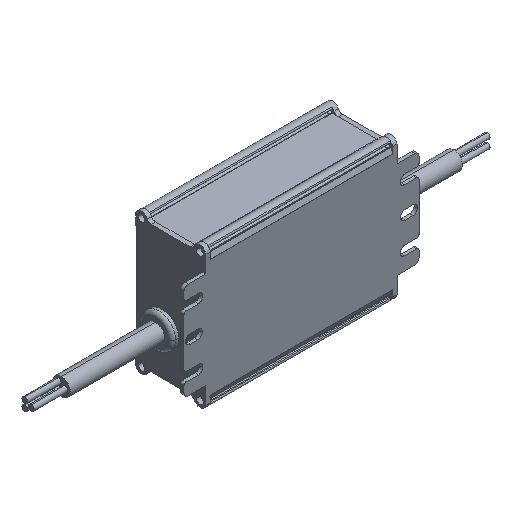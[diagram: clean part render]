
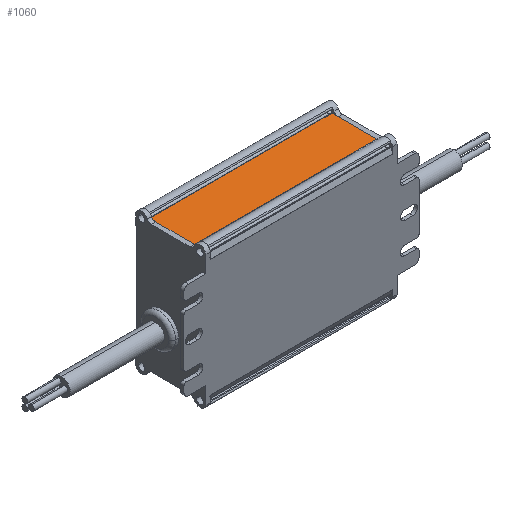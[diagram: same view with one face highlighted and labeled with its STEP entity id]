
A CAD part, isometric view. The second image highlights one B-rep face of the part: STEP entity #1060.
In plain terms, the highlighted face is planar.
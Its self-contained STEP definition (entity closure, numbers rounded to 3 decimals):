
#510=CARTESIAN_POINT('',(29.07,0.,8.85));
#520=DIRECTION('',(1.,0.,0.));
#530=DIRECTION('',(0.,0.,-1.));
#540=AXIS2_PLACEMENT_3D('',#510,#520,#530);
#550=PLANE('',#540);
#560=CARTESIAN_POINT('',(29.07,83.,8.85));
#570=DIRECTION('',(0.,-1.,0.));
#580=VECTOR('',#570,1.);
#590=LINE('',#560,#580);
#600=CARTESIAN_POINT('',(29.07,83.,8.847));
#610=VERTEX_POINT('',#600);
#620=CARTESIAN_POINT('',(29.07,0.,
8.85));
#630=VERTEX_POINT('',#620);
#640=EDGE_CURVE('',#610,#630,#590,.T.);
#650=ORIENTED_EDGE('',*,*,#640,.T.);
#660=CARTESIAN_POINT('',(29.069,83.,0.));
#670=DIRECTION('',(0.,0.,1.));
#680=VECTOR('',#670,1.);
#690=LINE('',#660,#680);
#700=CARTESIAN_POINT('',(29.07,83.,8.809));
#710=VERTEX_POINT('',#700);
#720=EDGE_CURVE('',#710,#610,#690,.T.);
#730=ORIENTED_EDGE('',*,*,#720,.T.);
#740=CARTESIAN_POINT('',(29.069,83.,-8.874));
#750=VERTEX_POINT('',#740);
#760=EDGE_CURVE('',#750,#710,#690,.T.);
#770=ORIENTED_EDGE('',*,*,#760,.T.);
#780=CARTESIAN_POINT('',(29.069,83.,-11.597));
#790=VERTEX_POINT('',#780);
#800=EDGE_CURVE('',#790,#750,#690,.T.);
#810=ORIENTED_EDGE('',*,*,#800,.T.);
#820=CARTESIAN_POINT('',(29.069,0.,-11.599));
#830=DIRECTION('',(0.,1.,0.));
#840=VECTOR('',#830,1.);
#850=LINE('',#820,#840);
#860=CARTESIAN_POINT('',(29.069,0.,
-11.597));
#870=VERTEX_POINT('',#860);
#880=EDGE_CURVE('',#870,#790,#850,.T.);
#890=ORIENTED_EDGE('',*,*,#880,.T.);
#900=CARTESIAN_POINT('',(29.069,0.,0.));
#910=DIRECTION('',(0.,0.,-1.));
#920=VECTOR('',#910,1.);
#930=LINE('',#900,#920);
#940=CARTESIAN_POINT('',(29.069,0.,
-8.866));
#950=VERTEX_POINT('',#940);
#960=EDGE_CURVE('',#950,#870,#930,.T.);
#970=ORIENTED_EDGE('',*,*,#960,.T.);
#980=CARTESIAN_POINT('',(29.07,0.,
8.817));
#990=VERTEX_POINT('',#980);
#1000=EDGE_CURVE('',#990,#950,#930,.T.);
#1010=ORIENTED_EDGE('',*,*,#1000,.T.);
#1020=EDGE_CURVE('',#630,#990,#930,.T.);
#1030=ORIENTED_EDGE('',*,*,#1020,.T.);
#1040=EDGE_LOOP('',(#1030,#1010,#970,#890,#810,#770,#730,#650));
#1050=FACE_OUTER_BOUND('',#1040,.T.);
#1060=ADVANCED_FACE('',(#1050),#550,.T.);
